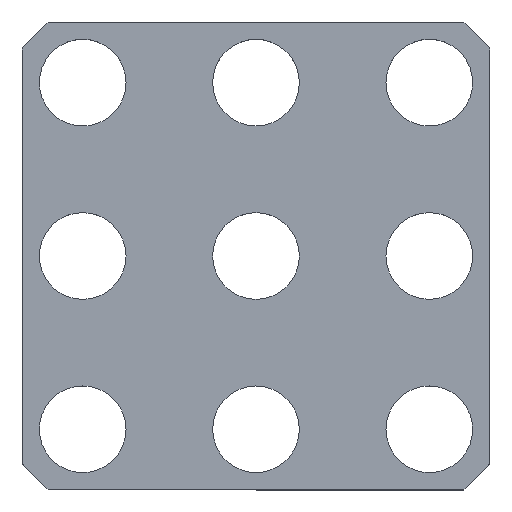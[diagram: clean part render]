
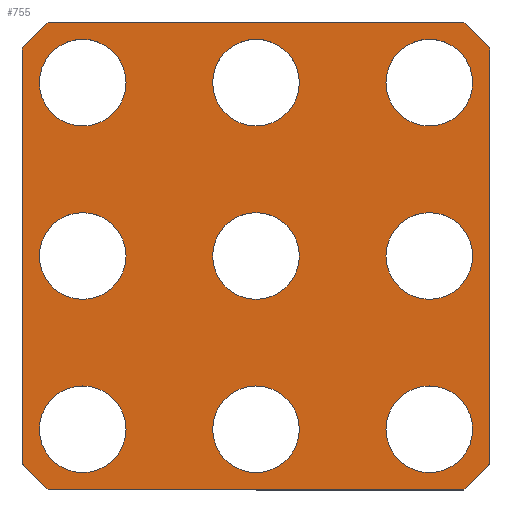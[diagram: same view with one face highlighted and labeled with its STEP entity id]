
A CAD part, top view. The second image highlights one B-rep face of the part: STEP entity #755.
In plain terms, the highlighted planar face has unit normal (0, 0, 1).
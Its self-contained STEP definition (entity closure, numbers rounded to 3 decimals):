
#60=CARTESIAN_POINT('',(10.,40.,4.0));
#61=VERTEX_POINT('',#60);
#62=CARTESIAN_POINT('',(0.,40.,4.));
#63=DIRECTION('',(0.0,0.0,-1.0));
#64=DIRECTION('',(1.0,0.0,0.0));
#65=AXIS2_PLACEMENT_3D('',#62,#63,#64);
#66=CIRCLE('',#65,10.0);
#67=EDGE_CURVE('',#61,#61,#66,.T.);
#88=CARTESIAN_POINT('',(50.,40.,4.0));
#89=VERTEX_POINT('',#88);
#90=CARTESIAN_POINT('',(40.,40.,4.));
#91=DIRECTION('',(0.0,0.0,-1.0));
#92=DIRECTION('',(1.0,0.0,0.0));
#93=AXIS2_PLACEMENT_3D('',#90,#91,#92);
#94=CIRCLE('',#93,10.0);
#95=EDGE_CURVE('',#89,#89,#94,.T.);
#116=CARTESIAN_POINT('',(-30.,40.,4.0));
#117=VERTEX_POINT('',#116);
#118=CARTESIAN_POINT('',(-40.,40.,4.));
#119=DIRECTION('',(0.0,0.0,-1.0));
#120=DIRECTION('',(1.0,0.0,0.0));
#121=AXIS2_PLACEMENT_3D('',#118,#119,#120);
#122=CIRCLE('',#121,10.0);
#123=EDGE_CURVE('',#117,#117,#122,.T.);
#165=CARTESIAN_POINT('',(10.,0.,4.0));
#166=VERTEX_POINT('',#165);
#167=CARTESIAN_POINT('',(0.,0.,4.));
#168=DIRECTION('',(0.0,0.0,-1.0));
#169=DIRECTION('',(1.0,0.0,0.0));
#170=AXIS2_PLACEMENT_3D('',#167,#168,#169);
#171=CIRCLE('',#170,10.0);
#172=EDGE_CURVE('',#166,#166,#171,.T.);
#214=CARTESIAN_POINT('',(50.,0.,4.0));
#215=VERTEX_POINT('',#214);
#216=CARTESIAN_POINT('',(40.,0.,4.));
#217=DIRECTION('',(0.0,0.0,-1.0));
#218=DIRECTION('',(1.0,0.0,0.0));
#219=AXIS2_PLACEMENT_3D('',#216,#217,#218);
#220=CIRCLE('',#219,10.0);
#221=EDGE_CURVE('',#215,#215,#220,.T.);
#263=CARTESIAN_POINT('',(-30.,0.,4.0));
#264=VERTEX_POINT('',#263);
#265=CARTESIAN_POINT('',(-40.,0.,4.));
#266=DIRECTION('',(0.0,0.0,-1.0));
#267=DIRECTION('',(1.0,0.0,0.0));
#268=AXIS2_PLACEMENT_3D('',#265,#266,#267);
#269=CIRCLE('',#268,10.0);
#270=EDGE_CURVE('',#264,#264,#269,.T.);
#312=CARTESIAN_POINT('',(10.,-40.,4.0));
#313=VERTEX_POINT('',#312);
#314=CARTESIAN_POINT('',(0.,-40.,4.));
#315=DIRECTION('',(0.0,0.0,-1.0));
#316=DIRECTION('',(1.0,0.0,0.0));
#317=AXIS2_PLACEMENT_3D('',#314,#315,#316);
#318=CIRCLE('',#317,10.0);
#319=EDGE_CURVE('',#313,#313,#318,.T.);
#361=CARTESIAN_POINT('',(50.,-40.,4.0));
#362=VERTEX_POINT('',#361);
#363=CARTESIAN_POINT('',(40.,-40.,4.));
#364=DIRECTION('',(0.0,0.0,-1.0));
#365=DIRECTION('',(1.0,0.0,0.0));
#366=AXIS2_PLACEMENT_3D('',#363,#364,#365);
#367=CIRCLE('',#366,10.0);
#368=EDGE_CURVE('',#362,#362,#367,.T.);
#410=CARTESIAN_POINT('',(-30.,-40.,4.0));
#411=VERTEX_POINT('',#410);
#412=CARTESIAN_POINT('',(-40.,-40.,4.));
#413=DIRECTION('',(0.0,0.0,-1.0));
#414=DIRECTION('',(1.0,0.0,0.0));
#415=AXIS2_PLACEMENT_3D('',#412,#413,#414);
#416=CIRCLE('',#415,10.0);
#417=EDGE_CURVE('',#411,#411,#416,.T.);
#437=CARTESIAN_POINT('',(48.,54.,4.0));
#438=VERTEX_POINT('',#437);
#445=CARTESIAN_POINT('',(54.,48.,4.0));
#446=VERTEX_POINT('',#445);
#447=CARTESIAN_POINT('',(48.,54.,4.0));
#448=DIRECTION('',(0.707,-0.707,0.0));
#449=VECTOR('',#448,8.485);
#450=LINE('',#447,#449);
#451=EDGE_CURVE('',#438,#446,#450,.T.);
#476=CARTESIAN_POINT('',(-48.,54.0,4.0));
#477=VERTEX_POINT('',#476);
#484=CARTESIAN_POINT('',(-48.,54.0,4.0));
#485=DIRECTION('',(1.0,0.0,0.0));
#486=VECTOR('',#485,96.);
#487=LINE('',#484,#486);
#488=EDGE_CURVE('',#477,#438,#487,.T.);
#582=CARTESIAN_POINT('',(-54.,48.,4.0));
#583=VERTEX_POINT('',#582);
#590=CARTESIAN_POINT('',(-54.,48.,4.0));
#591=DIRECTION('',(0.707,0.707,0.0));
#592=VECTOR('',#591,8.485);
#593=LINE('',#590,#592);
#594=EDGE_CURVE('',#583,#477,#593,.T.);
#607=CARTESIAN_POINT('',(-54.,-48.,4.0));
#608=VERTEX_POINT('',#607);
#615=CARTESIAN_POINT('',(-54.,-48.,4.0));
#616=DIRECTION('',(0.0,1.0,0.0));
#617=VECTOR('',#616,96.);
#618=LINE('',#615,#617);
#619=EDGE_CURVE('',#608,#583,#618,.T.);
#629=CARTESIAN_POINT('',(54.,-48.,4.0));
#630=VERTEX_POINT('',#629);
#631=CARTESIAN_POINT('',(48.,-54.,4.0));
#632=VERTEX_POINT('',#631);
#633=CARTESIAN_POINT('',(54.,-48.,4.0));
#634=DIRECTION('',(-0.707,-0.707,0.0));
#635=VECTOR('',#634,8.485);
#636=LINE('',#633,#635);
#637=EDGE_CURVE('',#630,#632,#636,.T.);
#661=CARTESIAN_POINT('',(-48.0,-54.0,4.0));
#662=VERTEX_POINT('',#661);
#663=CARTESIAN_POINT('',(48.,-54.,4.0));
#664=DIRECTION('',(-1.0,0.0,0.0));
#665=VECTOR('',#664,96.);
#666=LINE('',#663,#665);
#667=EDGE_CURVE('',#632,#662,#666,.T.);
#686=CARTESIAN_POINT('',(-48.0,-54.0,4.0));
#687=DIRECTION('',(-0.707,0.707,0.0));
#688=VECTOR('',#687,8.485);
#689=LINE('',#686,#688);
#690=EDGE_CURVE('',#662,#608,#689,.T.);
#702=CARTESIAN_POINT('',(54.,48.,4.0));
#703=DIRECTION('',(0.0,-1.0,0.0));
#704=VECTOR('',#703,96.);
#705=LINE('',#702,#704);
#706=EDGE_CURVE('',#446,#630,#705,.T.);
#713=CARTESIAN_POINT('',(0.,0.,4.0));
#714=DIRECTION('',(0.0,0.0,1.0));
#715=DIRECTION('',(1.0,0.0,0.0));
#716=AXIS2_PLACEMENT_3D('',#713,#714,#715);
#717=PLANE('',#716);
#718=ORIENTED_EDGE('',*,*,#451,.F.);
#719=ORIENTED_EDGE('',*,*,#488,.F.);
#720=ORIENTED_EDGE('',*,*,#594,.F.);
#721=ORIENTED_EDGE('',*,*,#619,.F.);
#722=ORIENTED_EDGE('',*,*,#690,.F.);
#723=ORIENTED_EDGE('',*,*,#667,.F.);
#724=ORIENTED_EDGE('',*,*,#637,.F.);
#725=ORIENTED_EDGE('',*,*,#706,.F.);
#726=EDGE_LOOP('',(#718,#719,#720,#721,#722,#723,#724,#725));
#727=FACE_OUTER_BOUND('',#726,.T.);
#728=ORIENTED_EDGE('',*,*,#67,.T.);
#729=EDGE_LOOP('',(#728));
#730=FACE_BOUND('',#729,.T.);
#731=ORIENTED_EDGE('',*,*,#95,.T.);
#732=EDGE_LOOP('',(#731));
#733=FACE_BOUND('',#732,.T.);
#734=ORIENTED_EDGE('',*,*,#123,.T.);
#735=EDGE_LOOP('',(#734));
#736=FACE_BOUND('',#735,.T.);
#737=ORIENTED_EDGE('',*,*,#172,.T.);
#738=EDGE_LOOP('',(#737));
#739=FACE_BOUND('',#738,.T.);
#740=ORIENTED_EDGE('',*,*,#221,.T.);
#741=EDGE_LOOP('',(#740));
#742=FACE_BOUND('',#741,.T.);
#743=ORIENTED_EDGE('',*,*,#270,.T.);
#744=EDGE_LOOP('',(#743));
#745=FACE_BOUND('',#744,.T.);
#746=ORIENTED_EDGE('',*,*,#319,.T.);
#747=EDGE_LOOP('',(#746));
#748=FACE_BOUND('',#747,.T.);
#749=ORIENTED_EDGE('',*,*,#368,.T.);
#750=EDGE_LOOP('',(#749));
#751=FACE_BOUND('',#750,.T.);
#752=ORIENTED_EDGE('',*,*,#417,.T.);
#753=EDGE_LOOP('',(#752));
#754=FACE_BOUND('',#753,.T.);
#755=ADVANCED_FACE('',(#727,#730,#733,#736,#739,#742,#745,#748,#751,#754),#717,.T.);
